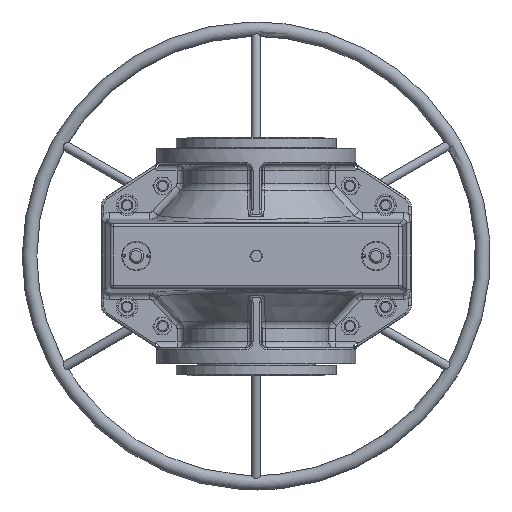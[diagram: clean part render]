
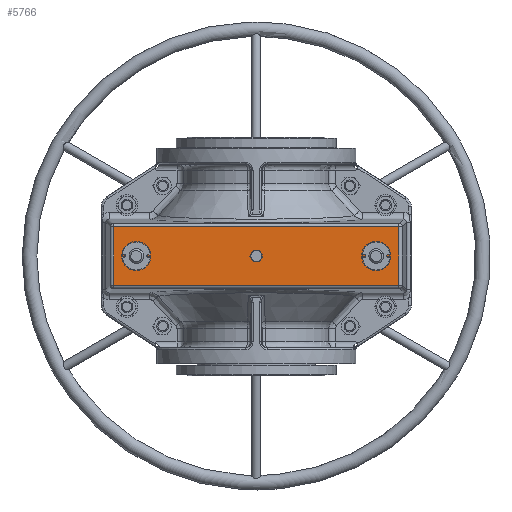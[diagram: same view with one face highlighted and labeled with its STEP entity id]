
A CAD part, front view. The second image highlights one B-rep face of the part: STEP entity #5766.
In plain terms, the highlighted planar face has unit normal (0, -1, 0).
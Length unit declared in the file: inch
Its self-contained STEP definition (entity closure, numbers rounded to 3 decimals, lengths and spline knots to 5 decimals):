
#5658=CARTESIAN_POINT('',(9.20301,2.86766,8.33641));
#5659=VERTEX_POINT('',#5658);
#5684=CARTESIAN_POINT('',(9.20301,2.86766,12.25178));
#5685=VERTEX_POINT('',#5684);
#5693=CARTESIAN_POINT('',(9.20301,2.86766,12.25178));
#5694=DIRECTION('',(0.,0.,-1.0));
#5695=VECTOR('',#5694,3.91537);
#5696=LINE('',#5693,#5695);
#5697=EDGE_CURVE('',#5685,#5659,#5696,.T.);
#5703=CARTESIAN_POINT('',(-0.40053,2.86766,10.29409));
#5704=DIRECTION('',(0.,-1.0,0.));
#5705=DIRECTION('',(0.,0.,-1.0));
#5706=AXIS2_PLACEMENT_3D('',#5703,#5704,#5705);
#5707=PLANE('',#5706);
#5708=ORIENTED_EDGE('',*,*,#5697,.F.);
#5709=CARTESIAN_POINT('',(-10.00406,2.86766,12.25178));
#5710=VERTEX_POINT('',#5709);
#5711=CARTESIAN_POINT('',(-10.00406,2.86766,12.25178));
#5712=DIRECTION('',(1.0,0.0,0.0));
#5713=VECTOR('',#5712,19.20707);
#5714=LINE('',#5711,#5713);
#5715=EDGE_CURVE('',#5710,#5685,#5714,.T.);
#5716=ORIENTED_EDGE('',*,*,#5715,.F.);
#5717=CARTESIAN_POINT('',(-10.00406,2.86766,8.33641));
#5718=VERTEX_POINT('',#5717);
#5719=CARTESIAN_POINT('',(-10.00406,2.86766,8.33641));
#5720=DIRECTION('',(0.,0.,1.0));
#5721=VECTOR('',#5720,3.91537);
#5722=LINE('',#5719,#5721);
#5723=EDGE_CURVE('',#5718,#5710,#5722,.T.);
#5724=ORIENTED_EDGE('',*,*,#5723,.F.);
#5725=CARTESIAN_POINT('',(9.20301,2.86766,8.33641));
#5726=DIRECTION('',(-1.0,0.0,0.0));
#5727=VECTOR('',#5726,19.20707);
#5728=LINE('',#5725,#5727);
#5729=EDGE_CURVE('',#5659,#5718,#5728,.T.);
#5730=ORIENTED_EDGE('',*,*,#5729,.F.);
#5731=EDGE_LOOP('',(#5708,#5716,#5724,#5730));
#5732=FACE_OUTER_BOUND('',#5731,.T.);
#5733=CARTESIAN_POINT('',(6.93215,2.86766,10.29409));
#5734=VERTEX_POINT('',#5733);
#5735=CARTESIAN_POINT('',(7.67034,2.86766,10.29409));
#5736=DIRECTION('',(0.0,-1.0,0.));
#5737=DIRECTION('',(1.0,0.0,0.0));
#5738=AXIS2_PLACEMENT_3D('',#5735,#5736,#5737);
#5739=CIRCLE('',#5738,0.73819);
#5740=EDGE_CURVE('',#5734,#5734,#5739,.T.);
#5741=ORIENTED_EDGE('',*,*,#5740,.F.);
#5742=EDGE_LOOP('',(#5741));
#5743=FACE_BOUND('',#5742,.T.);
#5744=CARTESIAN_POINT('',(-7.7332,2.86766,10.29409));
#5745=VERTEX_POINT('',#5744);
#5746=CARTESIAN_POINT('',(-8.47139,2.86766,10.29409));
#5747=DIRECTION('',(0.0,1.0,0.));
#5748=DIRECTION('',(-1.0,0.0,0.0));
#5749=AXIS2_PLACEMENT_3D('',#5746,#5747,#5748);
#5750=CIRCLE('',#5749,0.73819);
#5751=EDGE_CURVE('',#5745,#5745,#5750,.T.);
#5752=ORIENTED_EDGE('',*,*,#5751,.T.);
#5753=EDGE_LOOP('',(#5752));
#5754=FACE_BOUND('',#5753,.T.);
#5755=CARTESIAN_POINT('',(-0.62198,2.86766,10.29409));
#5756=VERTEX_POINT('',#5755);
#5757=CARTESIAN_POINT('',(-0.40053,2.86766,10.29409));
#5758=DIRECTION('',(0.0,-1.0,0.));
#5759=DIRECTION('',(1.0,0.0,0.0));
#5760=AXIS2_PLACEMENT_3D('',#5757,#5758,#5759);
#5761=CIRCLE('',#5760,0.22146);
#5762=EDGE_CURVE('',#5756,#5756,#5761,.T.);
#5763=ORIENTED_EDGE('',*,*,#5762,.F.);
#5764=EDGE_LOOP('',(#5763));
#5765=FACE_BOUND('',#5764,.T.);
#5766=ADVANCED_FACE('',(#5732,#5743,#5754,#5765),#5707,.T.);
